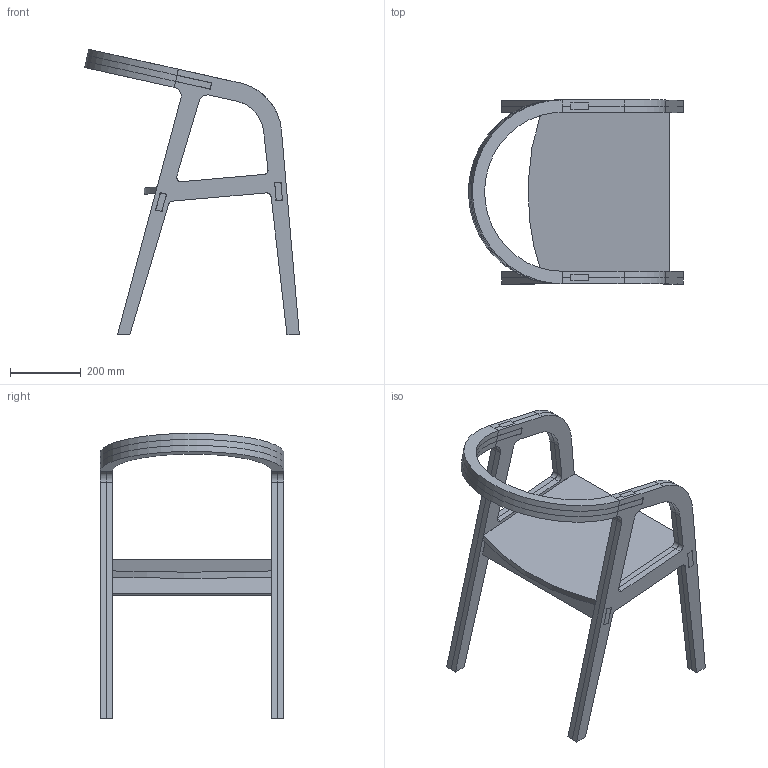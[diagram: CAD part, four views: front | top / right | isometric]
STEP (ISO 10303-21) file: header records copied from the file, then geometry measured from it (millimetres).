
FILE_DESCRIPTION(/* description */ (''),/* implementation_level */ '2;1');
FILE_NAME(/* name */ 'Chair',/* time_stamp */ '2025-05-01T23:45:37+04:00',/* author */ (''),/* organization */ (''),/* preprocessor_version */ 'ST-DEVELOPER v16.5',/* originating_system */ 'Rhino 7.34',/* authorisation */ '');
FILE_SCHEMA (('CONFIG_CONTROL_DESIGN'));
Length unit declared in the file: millimetre
Products named in the file (1): Document
Bounding box: 607.34 x 520 x 807.08 mm (x, y, z)
Volume: 11353916.3 mm3; surface area: 1894387.8 mm2
Topology: 37 solids, 37 shells, 1068 faces, 2856 edges, 1904 vertices
Faces by surface type: plane 743, cylinder 325
Entity records: 29298 total; most frequent: CARTESIAN_POINT 11590, ORIENTED_EDGE 5712, EDGE_CURVE 2856, VERTEX_POINT 1904, EDGE_LOOP 1148, DIRECTION 1072, AXIS2_PLACEMENT_3D 1070, ADVANCED_FACE 1068
